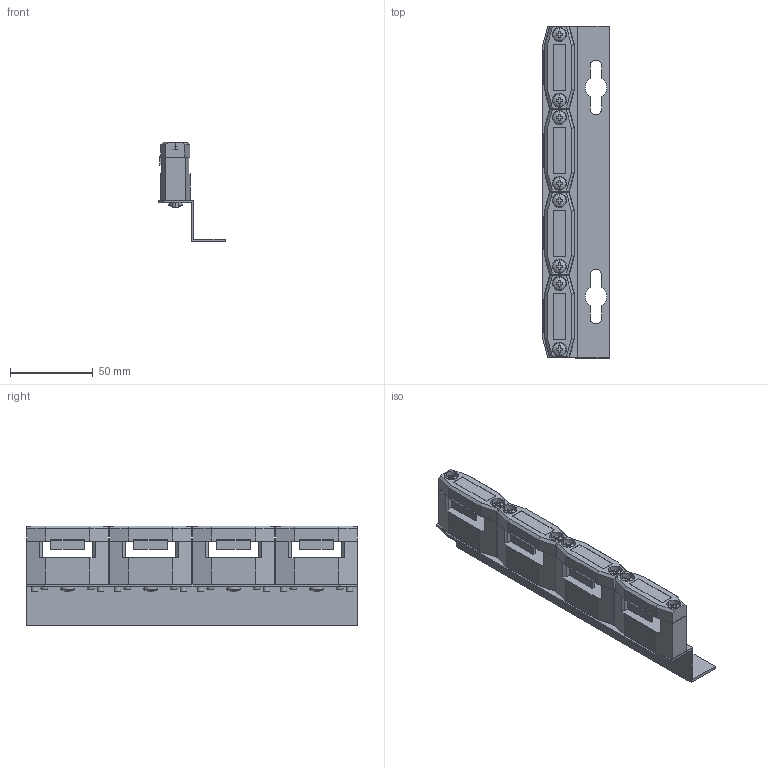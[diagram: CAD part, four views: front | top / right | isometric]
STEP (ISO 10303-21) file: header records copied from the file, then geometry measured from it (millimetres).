
FILE_DESCRIPTION(('STEP AP214'),'1');
FILE_NAME('cctmp_F00C9237-6DEF-45AE-A56C-224EA6579F09_2023_04_06_10_56_20_0715..stp','2023-04-06T08:56:21',('SIEMENS A&D'),('CADClick - www.CADClick.com'),'Spatial InterOp 3D',' ','unknown authorization');
FILE_SCHEMA(('AUTOMOTIVE_DESIGN'));
Length unit declared in the file: millimetre
Products named in the file (22): cc_unnamed; 8GF5763_20; 8GF5763_19; 8GF5763_18; 8GF5763_17; 8GF5763_16; 8GF5763_15; 8GF5763_14; 8GF5763_13; 8GF5763_12; 8GF5763_11; 8GF5763_10; 8GF5763_9; 8GF5763_8; 8GF5763_7; 8GF5763_6; 8GF5763_5; 8GF5763_4; 8GF5763_3; 8GF5763_2; 8GF5763_1; 8GF5763
Assembly tree (21 placements, depth 2):
  cc_unnamed
    8GF5763_20
    8GF5763_19
    8GF5763_18
    8GF5763_17
    8GF5763_16
    8GF5763_15
    8GF5763_14
    8GF5763_13
    8GF5763_12
    8GF5763_11
    8GF5763_10
    8GF5763_9
    8GF5763_8
    8GF5763_7
    8GF5763_6
    8GF5763_5
    8GF5763_4
    8GF5763_3
    8GF5763_2
    8GF5763_1
    8GF5763
Bounding box: 40 x 200 x 60.02 mm (x, y, z)
Volume: 117138.5 mm3; surface area: 65160 mm2
Topology: 21 solids, 21 shells, 572 faces, 1402 edges, 916 vertices
Faces by surface type: plane 408, cylinder 124, sphere 24, cone 16
Entity records: 22085 total; most frequent: DIRECTION 3046, CARTESIAN_POINT 2912, ORIENTED_EDGE 2804, EDGE_CURVE 1402, AXIS2_PLACEMENT_3D 1050, LINE 946, VECTOR 946, VERTEX_POINT 916
